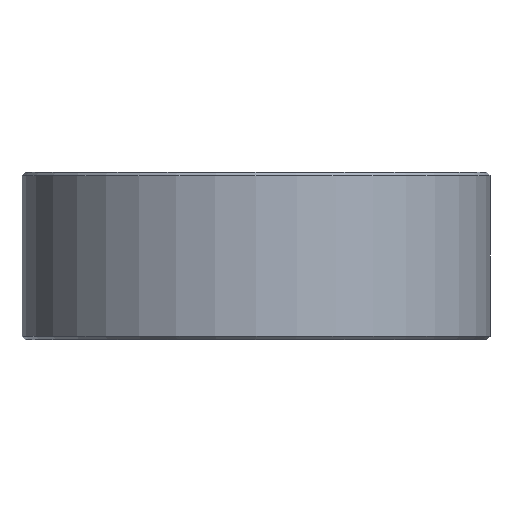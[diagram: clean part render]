
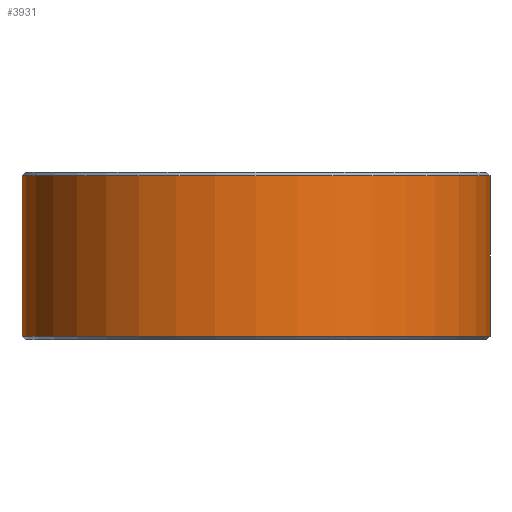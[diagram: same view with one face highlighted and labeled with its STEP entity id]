
A CAD part, front view. The second image highlights one B-rep face of the part: STEP entity #3931.
In plain terms, the highlighted cylindrical face has radius 35 mm (diameter 70 mm), a partial arc.
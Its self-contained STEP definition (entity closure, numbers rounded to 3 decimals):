
#56 = DIRECTION ( 'NONE',  ( 0., 0., -1. ) ) ;
#361 = CARTESIAN_POINT ( 'NONE',  ( 0., 0., -5.06 ) ) ;
#612 = ORIENTED_EDGE ( 'NONE', *, *, #3429, .T. ) ;
#710 = EDGE_CURVE ( 'NONE', #4462, #3396, #1417, .T. ) ;
#977 = LINE ( 'NONE', #3703, #3037 ) ;
#1036 = DIRECTION ( 'NONE',  ( -1., 0., 0. ) ) ;
#1183 = VECTOR ( 'NONE', #4306, 1000. ) ;
#1215 = ORIENTED_EDGE ( 'NONE', *, *, #3750, .T. ) ;
#1256 = LINE ( 'NONE', #2565, #1183 ) ;
#1352 = CARTESIAN_POINT ( 'NONE',  ( -35., 0., 0.5 ) ) ;
#1367 = DIRECTION ( 'NONE',  ( -1., 0., 0. ) ) ;
#1394 = ORIENTED_EDGE ( 'NONE', *, *, #1916, .F. ) ;
#1395 = CIRCLE ( 'NONE', #3895, 35. ) ;
#1417 = CIRCLE ( 'NONE', #2488, 35. ) ;
#1730 = CYLINDRICAL_SURFACE ( 'NONE', #2962, 35. ) ;
#1862 = EDGE_LOOP ( 'NONE', ( #1394, #1215, #612, #3459 ) ) ;
#1916 = EDGE_CURVE ( 'NONE', #3467, #3396, #977, .T. ) ;
#2278 = CARTESIAN_POINT ( 'NONE',  ( 0., 0., 0.5 ) ) ;
#2349 = DIRECTION ( 'NONE',  ( 0., 0., -1. ) ) ;
#2488 = AXIS2_PLACEMENT_3D ( 'NONE', #2278, #3737, #4012 ) ;
#2565 = CARTESIAN_POINT ( 'NONE',  ( -35., 0., -5.06 ) ) ;
#2654 = CARTESIAN_POINT ( 'NONE',  ( 35., 0., 0.5 ) ) ;
#2962 = AXIS2_PLACEMENT_3D ( 'NONE', #361, #56, #1036 ) ;
#3037 = VECTOR ( 'NONE', #2349, 1000. ) ;
#3075 = CARTESIAN_POINT ( 'NONE',  ( 0., 0., 24.5 ) ) ;
#3396 = VERTEX_POINT ( 'NONE', #2654 ) ;
#3409 = CARTESIAN_POINT ( 'NONE',  ( 35., 0., 24.5 ) ) ;
#3429 = EDGE_CURVE ( 'NONE', #3658, #4462, #1256, .T. ) ;
#3459 = ORIENTED_EDGE ( 'NONE', *, *, #710, .T. ) ;
#3467 = VERTEX_POINT ( 'NONE', #3409 ) ;
#3658 = VERTEX_POINT ( 'NONE', #4426 ) ;
#3703 = CARTESIAN_POINT ( 'NONE',  ( 35., 0., -5.06 ) ) ;
#3737 = DIRECTION ( 'NONE',  ( 0., 0., 1. ) ) ;
#3750 = EDGE_CURVE ( 'NONE', #3467, #3658, #1395, .T. ) ;
#3837 = FACE_OUTER_BOUND ( 'NONE', #1862, .T. ) ;
#3895 = AXIS2_PLACEMENT_3D ( 'NONE', #3075, #4447, #1367 ) ;
#3931 = ADVANCED_FACE ( 'NONE', ( #3837 ), #1730, .T. ) ;
#4012 = DIRECTION ( 'NONE',  ( 1., 0., 0. ) ) ;
#4306 = DIRECTION ( 'NONE',  ( 0., 0., -1. ) ) ;
#4426 = CARTESIAN_POINT ( 'NONE',  ( -35., 0., 24.5 ) ) ;
#4447 = DIRECTION ( 'NONE',  ( 0., 0., -1. ) ) ;
#4462 = VERTEX_POINT ( 'NONE', #1352 ) ;
